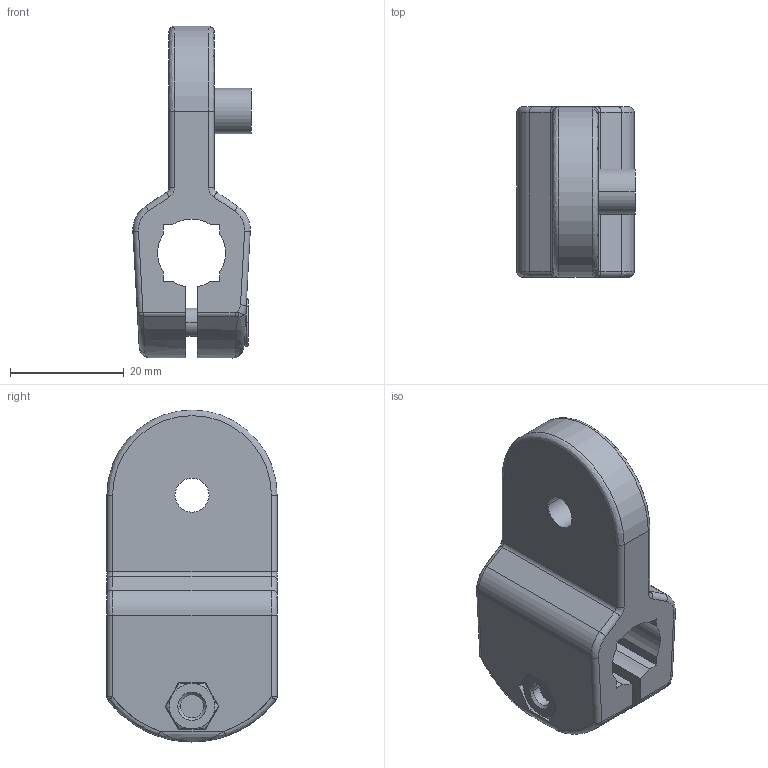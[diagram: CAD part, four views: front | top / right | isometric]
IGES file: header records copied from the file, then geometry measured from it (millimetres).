
Start section:  PTC IGES file: S0341C6912500.igs
Global section: file name: S0341C6912500.igs; native system: Pro/ENGINEER by Parametric Technology Corporation; preprocessor: 2009380; author: RCRU51; organization: Rex Nord Marbet spa; date: 20100503.091247; units: millimetre
Bounding box: 20.84 x 30 x 58.5 mm (x, y, z)
Surface area: 7445.2 mm2 (no closed solid volume)
Topology: 0 solids, 0 shells, 130 faces, 612 edges, 612 vertices
Faces by surface type: revolution 70, bspline 60
